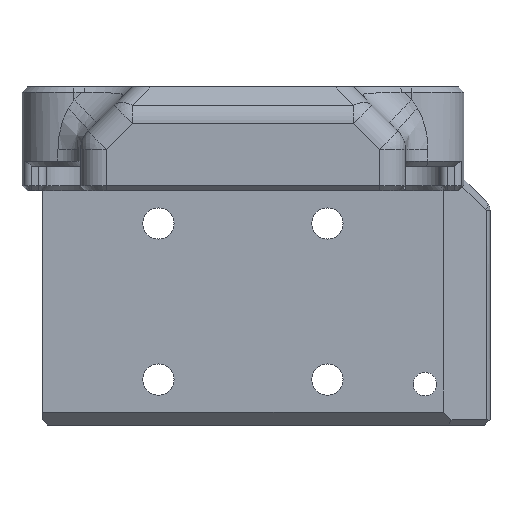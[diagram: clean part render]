
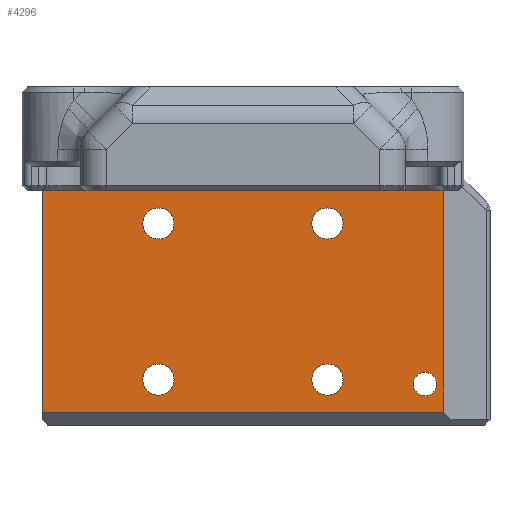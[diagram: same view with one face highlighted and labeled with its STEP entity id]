
A CAD part, front view. The second image highlights one B-rep face of the part: STEP entity #4296.
In plain terms, the highlighted face is planar.
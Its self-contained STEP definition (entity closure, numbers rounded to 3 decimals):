
#70=FACE_BOUND('',#807,.T.);
#71=FACE_BOUND('',#808,.T.);
#72=FACE_BOUND('',#809,.T.);
#73=FACE_BOUND('',#810,.T.);
#74=FACE_BOUND('',#811,.T.);
#322=CIRCLE('',#4724,0.9);
#323=CIRCLE('',#4725,1.2);
#324=CIRCLE('',#4726,1.2);
#325=CIRCLE('',#4727,1.2);
#326=CIRCLE('',#4728,1.2);
#549=FACE_OUTER_BOUND('',#806,.T.);
#806=EDGE_LOOP('',(#3584,#3585,#3586,#3587,#3588,#3589));
#807=EDGE_LOOP('',(#3590));
#808=EDGE_LOOP('',(#3591));
#809=EDGE_LOOP('',(#3592));
#810=EDGE_LOOP('',(#3593));
#811=EDGE_LOOP('',(#3594));
#933=LINE('',#6351,#1351);
#960=LINE('',#6588,#1378);
#984=LINE('',#6687,#1402);
#1009=LINE('',#6773,#1427);
#1235=LINE('',#7664,#1653);
#1236=LINE('',#7665,#1654);
#1351=VECTOR('',#4966,1000.);
#1378=VECTOR('',#5065,1000.);
#1402=VECTOR('',#5173,1000.);
#1427=VECTOR('',#5240,1000.);
#1653=VECTOR('',#5884,1000.);
#1654=VECTOR('',#5885,1000.);
#1722=VERTEX_POINT('',#6169);
#1784=VERTEX_POINT('',#6348);
#1785=VERTEX_POINT('',#6350);
#1817=VERTEX_POINT('',#6587);
#1850=VERTEX_POINT('',#6686);
#1870=VERTEX_POINT('',#6771);
#2080=VERTEX_POINT('',#7666);
#2081=VERTEX_POINT('',#7668);
#2082=VERTEX_POINT('',#7670);
#2083=VERTEX_POINT('',#7672);
#2084=VERTEX_POINT('',#7674);
#2193=EDGE_CURVE('',#1785,#1784,#933,.T.);
#2244=EDGE_CURVE('',#1722,#1817,#960,.T.);
#2294=EDGE_CURVE('',#1850,#1785,#984,.T.);
#2329=EDGE_CURVE('',#1784,#1870,#1009,.T.);
#2656=EDGE_CURVE('',#1722,#1870,#1235,.T.);
#2657=EDGE_CURVE('',#1817,#1850,#1236,.T.);
#2658=EDGE_CURVE('',#2080,#2080,#322,.T.);
#2659=EDGE_CURVE('',#2081,#2081,#323,.T.);
#2660=EDGE_CURVE('',#2082,#2082,#324,.T.);
#2661=EDGE_CURVE('',#2083,#2083,#325,.T.);
#2662=EDGE_CURVE('',#2084,#2084,#326,.T.);
#3584=ORIENTED_EDGE('',*,*,#2193,.T.);
#3585=ORIENTED_EDGE('',*,*,#2329,.T.);
#3586=ORIENTED_EDGE('',*,*,#2656,.F.);
#3587=ORIENTED_EDGE('',*,*,#2244,.T.);
#3588=ORIENTED_EDGE('',*,*,#2657,.T.);
#3589=ORIENTED_EDGE('',*,*,#2294,.T.);
#3590=ORIENTED_EDGE('',*,*,#2658,.T.);
#3591=ORIENTED_EDGE('',*,*,#2659,.T.);
#3592=ORIENTED_EDGE('',*,*,#2660,.T.);
#3593=ORIENTED_EDGE('',*,*,#2661,.T.);
#3594=ORIENTED_EDGE('',*,*,#2662,.T.);
#4080=PLANE('',#4723);
#4296=ADVANCED_FACE('',(#549,#70,#71,#72,#73,#74),#4080,.F.);
#4723=AXIS2_PLACEMENT_3D('',#7663,#5882,#5883);
#4724=AXIS2_PLACEMENT_3D('',#7667,#5886,#5887);
#4725=AXIS2_PLACEMENT_3D('',#7669,#5888,#5889);
#4726=AXIS2_PLACEMENT_3D('',#7671,#5890,#5891);
#4727=AXIS2_PLACEMENT_3D('',#7673,#5892,#5893);
#4728=AXIS2_PLACEMENT_3D('',#7675,#5894,#5895);
#4966=DIRECTION('',(1.,0.,0.));
#5065=DIRECTION('',(0.707,0.707,0.));
#5173=DIRECTION('',(-0.707,0.707,0.));
#5240=DIRECTION('',(0.,-1.,0.));
#5882=DIRECTION('center_axis',(0.,0.,
1.));
#5883=DIRECTION('ref_axis',(0.,-1.,0.));
#5884=DIRECTION('',(1.,0.,0.));
#5885=DIRECTION('',(0.,1.,0.));
#5886=DIRECTION('center_axis',(0.,0.,
1.));
#5887=DIRECTION('ref_axis',(0.,-1.,0.));
#5888=DIRECTION('center_axis',(0.,0.,
1.));
#5889=DIRECTION('ref_axis',(0.,-1.,0.));
#5890=DIRECTION('center_axis',(0.,0.,
1.));
#5891=DIRECTION('ref_axis',(0.,-1.,0.));
#5892=DIRECTION('center_axis',(0.,0.,
1.));
#5893=DIRECTION('ref_axis',(0.,-1.,0.));
#5894=DIRECTION('center_axis',(0.,0.,
1.));
#5895=DIRECTION('ref_axis',(0.,-1.,0.));
#6169=CARTESIAN_POINT('',(21.06,-15.4,34.5));
#6348=CARTESIAN_POINT('',(38.46,15.4,34.5));
#6350=CARTESIAN_POINT('',(21.06,15.4,34.5));
#6351=CARTESIAN_POINT('',(38.46,15.4,34.5));
#6587=CARTESIAN_POINT('',(21.46,-15.,34.5));
#6588=CARTESIAN_POINT('',(29.76,-6.7,34.5));
#6686=CARTESIAN_POINT('',(21.46,15.,34.5));
#6687=CARTESIAN_POINT('',(45.16,-8.7,34.5));
#6771=CARTESIAN_POINT('',(38.46,-15.4,34.5));
#6773=CARTESIAN_POINT('',(38.46,-15.4,34.5));
#7663=CARTESIAN_POINT('Origin',(38.46,-15.4,34.5));
#7664=CARTESIAN_POINT('',(26.46,-15.4,34.5));
#7665=CARTESIAN_POINT('',(21.46,-15.4,34.5));
#7666=CARTESIAN_POINT('',(35.41,-14.,34.5));
#7667=CARTESIAN_POINT('Origin',(36.31,-14.,34.5));
#7668=CARTESIAN_POINT('',(34.76,-6.5,34.5));
#7669=CARTESIAN_POINT('Origin',(35.96,-6.5,34.5));
#7670=CARTESIAN_POINT('',(22.76,-6.5,34.5));
#7671=CARTESIAN_POINT('Origin',(23.96,-6.5,34.5));
#7672=CARTESIAN_POINT('',(22.76,6.5,34.5));
#7673=CARTESIAN_POINT('Origin',(23.96,6.5,34.5));
#7674=CARTESIAN_POINT('',(34.76,6.5,34.5));
#7675=CARTESIAN_POINT('Origin',(35.96,6.5,34.5));
